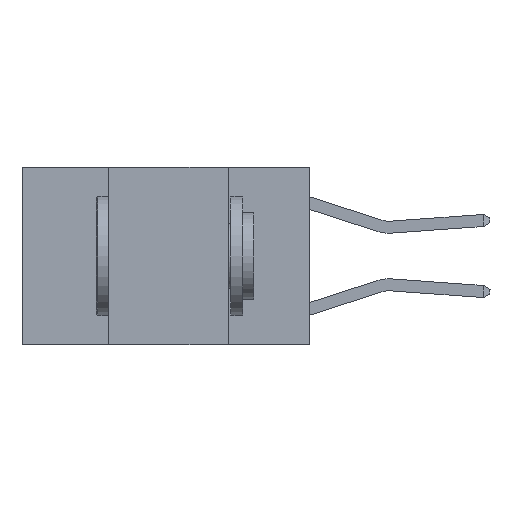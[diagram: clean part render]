
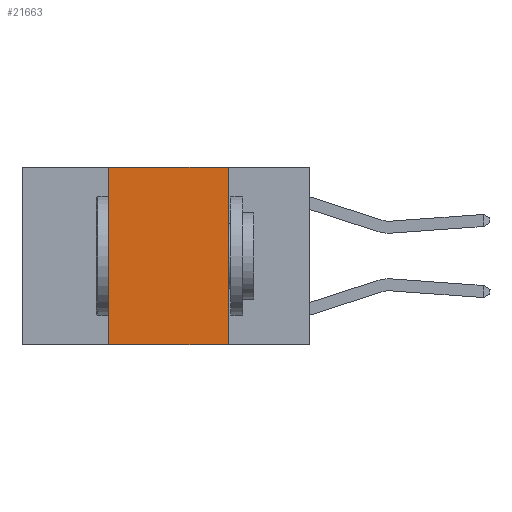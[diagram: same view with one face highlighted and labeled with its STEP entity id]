
A CAD part, left-side view. The second image highlights one B-rep face of the part: STEP entity #21663.
In plain terms, the highlighted planar face has unit normal (-1, 0, 0).
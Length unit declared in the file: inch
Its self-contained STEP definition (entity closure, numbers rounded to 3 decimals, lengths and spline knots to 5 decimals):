
#636 = DIRECTION ( 'NONE',  ( 0., 0., -1. ) ) ;
#861 = PLANE ( 'NONE',  #25235 ) ;
#1833 = CARTESIAN_POINT ( 'NONE',  ( 0., 0.6, -0.37 ) ) ;
#3029 = CARTESIAN_POINT ( 'NONE',  ( 0., 0.6, 0. ) ) ;
#4750 = CARTESIAN_POINT ( 'NONE',  ( 0., 0.6, 0. ) ) ;
#4808 = DIRECTION ( 'NONE',  ( 1., 0., 0. ) ) ;
#5178 = LINE ( 'NONE', #24962, #16022 ) ;
#5486 = VECTOR ( 'NONE', #20716, 39.37008 ) ;
#7597 = ORIENTED_EDGE ( 'NONE', *, *, #15388, .F. ) ;
#7965 = VERTEX_POINT ( 'NONE', #13975 ) ;
#9747 = DIRECTION ( 'NONE',  ( 0., 0., -1. ) ) ;
#10160 = EDGE_CURVE ( 'NONE', #7965, #27779, #5178, .T. ) ;
#11682 = CARTESIAN_POINT ( 'NONE',  ( 0., 0.17, 0. ) ) ;
#13339 = DIRECTION ( 'NONE',  ( 0., -1., 0. ) ) ;
#13975 = CARTESIAN_POINT ( 'NONE',  ( 0., 0.42, -0.37 ) ) ;
#14390 = VECTOR ( 'NONE', #636, 39.37008 ) ;
#14976 = CARTESIAN_POINT ( 'NONE',  ( 0., 0.17, -0.37 ) ) ;
#15280 = ORIENTED_EDGE ( 'NONE', *, *, #10160, .F. ) ;
#15388 = EDGE_CURVE ( 'NONE', #19082, #15946, #22739, .T. ) ;
#15503 = CARTESIAN_POINT ( 'NONE',  ( 0., 0.42, 0. ) ) ;
#15946 = VERTEX_POINT ( 'NONE', #14976 ) ;
#16022 = VECTOR ( 'NONE', #21439, 39.37008 ) ;
#16644 = EDGE_CURVE ( 'NONE', #7965, #15946, #17966, .T. ) ;
#17570 = ORIENTED_EDGE ( 'NONE', *, *, #16644, .T. ) ;
#17966 = LINE ( 'NONE', #1833, #23649 ) ;
#18961 = EDGE_LOOP ( 'NONE', ( #7597, #20782, #15280, #17570 ) ) ;
#19082 = VERTEX_POINT ( 'NONE', #22978 ) ;
#20716 = DIRECTION ( 'NONE',  ( 0., -1., 0. ) ) ;
#20782 = ORIENTED_EDGE ( 'NONE', *, *, #25267, .F. ) ;
#21439 = DIRECTION ( 'NONE',  ( 0., 0., 1. ) ) ;
#21663 = ADVANCED_FACE ( 'NONE', ( #27344 ), #861, .F. ) ;
#22739 = LINE ( 'NONE', #11682, #14390 ) ;
#22978 = CARTESIAN_POINT ( 'NONE',  ( 0., 0.17, 0. ) ) ;
#23649 = VECTOR ( 'NONE', #13339, 39.37008 ) ;
#24687 = LINE ( 'NONE', #4750, #5486 ) ;
#24962 = CARTESIAN_POINT ( 'NONE',  ( 0., 0.42, 0. ) ) ;
#25235 = AXIS2_PLACEMENT_3D ( 'NONE', #3029, #4808, #9747 ) ;
#25267 = EDGE_CURVE ( 'NONE', #27779, #19082, #24687, .T. ) ;
#27344 = FACE_OUTER_BOUND ( 'NONE', #18961, .T. ) ;
#27779 = VERTEX_POINT ( 'NONE', #15503 ) ;
